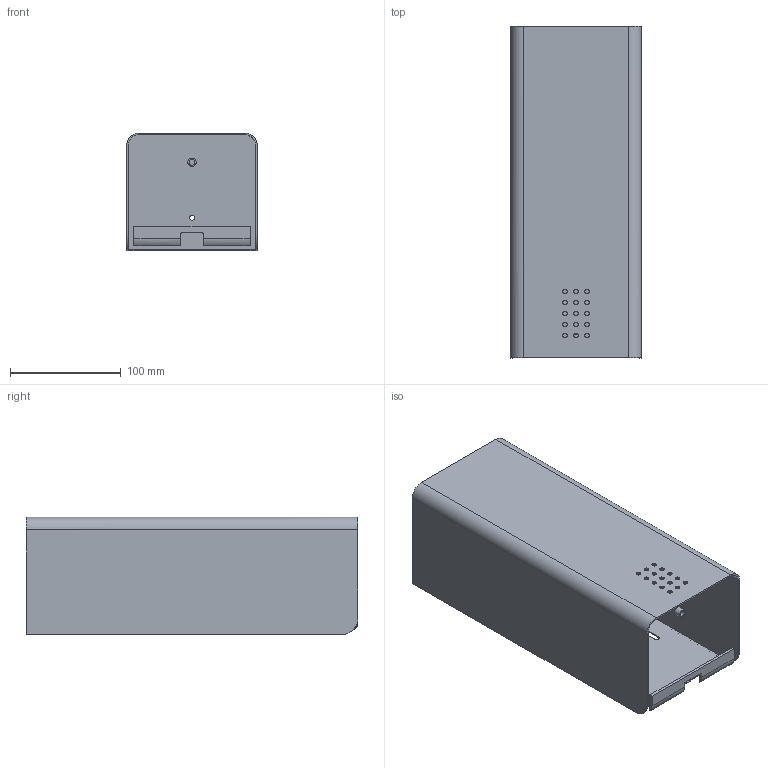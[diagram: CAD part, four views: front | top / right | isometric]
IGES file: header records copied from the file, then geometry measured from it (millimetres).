
Global section: file name: 140E_F; native system: Autodesk Inventor 2022; preprocessor: unknown; author: R. Madlener; date: 20230222.122049; units: millimetre
Bounding box: 118.2 x 300 x 106.5 mm (x, y, z)
Volume: 194280.1 mm3; surface area: 281116.2 mm2
Topology: 4 solids, 4 shells, 144 faces, 393 edges, 257 vertices
Faces by surface type: bspline 144
